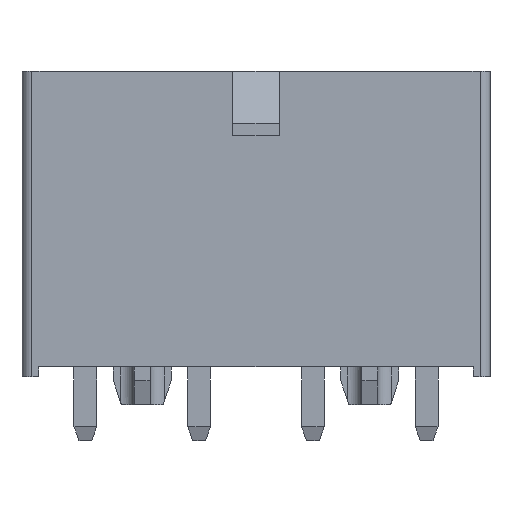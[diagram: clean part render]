
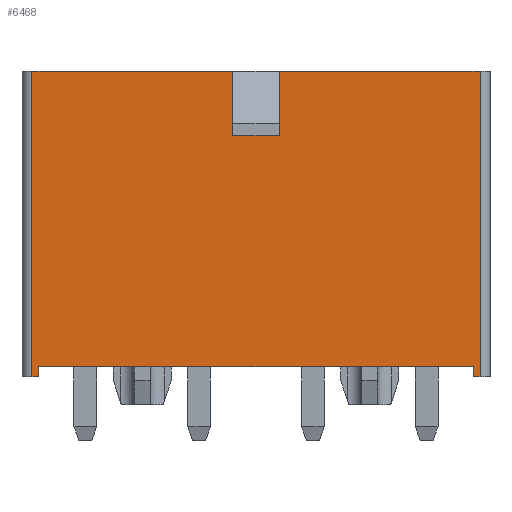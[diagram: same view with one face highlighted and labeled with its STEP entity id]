
A CAD part, front view. The second image highlights one B-rep face of the part: STEP entity #6468.
In plain terms, the highlighted face is planar.
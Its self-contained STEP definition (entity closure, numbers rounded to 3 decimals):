
#151=LINE('',#8548,#746);
#153=LINE('',#8552,#748);
#154=LINE('',#8554,#749);
#155=LINE('',#8556,#750);
#156=LINE('',#8558,#751);
#157=LINE('',#8560,#752);
#158=LINE('',#8562,#753);
#159=LINE('',#8564,#754);
#160=LINE('',#8566,#755);
#161=LINE('',#8568,#756);
#162=LINE('',#8570,#757);
#163=LINE('',#8572,#758);
#746=VECTOR('',#7262,1000.);
#748=VECTOR('',#7266,1000.);
#749=VECTOR('',#7267,1000.);
#750=VECTOR('',#7268,1000.);
#751=VECTOR('',#7269,1000.);
#752=VECTOR('',#7270,1000.);
#753=VECTOR('',#7271,1000.);
#754=VECTOR('',#7272,1000.);
#755=VECTOR('',#7273,1000.);
#756=VECTOR('',#7274,1000.);
#757=VECTOR('',#7275,1000.);
#758=VECTOR('',#7276,1000.);
#1438=ORIENTED_EDGE('',*,*,#2685,.F.);
#1439=ORIENTED_EDGE('',*,*,#2683,.T.);
#1440=ORIENTED_EDGE('',*,*,#2686,.T.);
#1441=ORIENTED_EDGE('',*,*,#2687,.T.);
#1442=ORIENTED_EDGE('',*,*,#2688,.F.);
#1443=ORIENTED_EDGE('',*,*,#2689,.F.);
#1444=ORIENTED_EDGE('',*,*,#2690,.F.);
#1445=ORIENTED_EDGE('',*,*,#2691,.T.);
#1446=ORIENTED_EDGE('',*,*,#2692,.F.);
#1447=ORIENTED_EDGE('',*,*,#2693,.F.);
#1448=ORIENTED_EDGE('',*,*,#2694,.T.);
#1449=ORIENTED_EDGE('',*,*,#2695,.F.);
#2683=EDGE_CURVE('',#3308,#3307,#151,.T.);
#2685=EDGE_CURVE('',#3308,#3309,#153,.T.);
#2686=EDGE_CURVE('',#3307,#3310,#154,.T.);
#2687=EDGE_CURVE('',#3310,#3311,#155,.T.);
#2688=EDGE_CURVE('',#3312,#3311,#156,.T.);
#2689=EDGE_CURVE('',#3313,#3312,#157,.T.);
#2690=EDGE_CURVE('',#3314,#3313,#158,.T.);
#2691=EDGE_CURVE('',#3314,#3315,#159,.T.);
#2692=EDGE_CURVE('',#3316,#3315,#160,.T.);
#2693=EDGE_CURVE('',#3317,#3316,#161,.T.);
#2694=EDGE_CURVE('',#3317,#3318,#162,.T.);
#2695=EDGE_CURVE('',#3309,#3318,#163,.T.);
#3307=VERTEX_POINT('',#8547);
#3308=VERTEX_POINT('',#8549);
#3309=VERTEX_POINT('',#8553);
#3310=VERTEX_POINT('',#8555);
#3311=VERTEX_POINT('',#8557);
#3312=VERTEX_POINT('',#8559);
#3313=VERTEX_POINT('',#8561);
#3314=VERTEX_POINT('',#8563);
#3315=VERTEX_POINT('',#8565);
#3316=VERTEX_POINT('',#8567);
#3317=VERTEX_POINT('',#8569);
#3318=VERTEX_POINT('',#8571);
#3724=EDGE_LOOP('',(#1438,#1439,#1440,#1441,#1442,#1443,#1444,#1445,#1446,
#1447,#1448,#1449));
#4015=FACE_BOUND('',#3724,.T.);
#4298=PLANE('',#6772);
#6468=ADVANCED_FACE('',(#4015),#4298,.F.);
#6772=AXIS2_PLACEMENT_3D('',#8551,#7264,#7265);
#7262=DIRECTION('',(0.,1.,0.));
#7264=DIRECTION('',(0.,0.,-1.));
#7265=DIRECTION('',(-1.,0.,0.));
#7266=DIRECTION('',(1.,0.,0.));
#7267=DIRECTION('',(-1.,0.,0.));
#7268=DIRECTION('',(0.,-1.,0.));
#7269=DIRECTION('',(-1.,0.,0.));
#7270=DIRECTION('',(0.,-1.,0.));
#7271=DIRECTION('',(-1.,0.,0.));
#7272=DIRECTION('',(0.,-1.,0.));
#7273=DIRECTION('',(-1.,0.,0.));
#7274=DIRECTION('',(0.,-1.,0.));
#7275=DIRECTION('',(-1.,0.,0.));
#7276=DIRECTION('',(0.,1.,0.));
#8547=CARTESIAN_POINT('',(-10.875,7.65,3.4));
#8548=CARTESIAN_POINT('',(-10.875,7.15,3.4));
#8549=CARTESIAN_POINT('',(-10.875,7.15,3.4));
#8551=CARTESIAN_POINT('',(11.725,7.65,3.4));
#8552=CARTESIAN_POINT('',(-10.875,7.15,3.4));
#8553=CARTESIAN_POINT('',(10.875,7.15,3.4));
#8554=CARTESIAN_POINT('',(11.725,7.65,3.4));
#8555=CARTESIAN_POINT('',(-11.225,7.65,3.4));
#8556=CARTESIAN_POINT('',(-11.225,7.65,3.4));
#8557=CARTESIAN_POINT('',(-11.225,-7.65,3.4));
#8558=CARTESIAN_POINT('',(11.725,-7.65,3.4));
#8559=CARTESIAN_POINT('',(-1.175,-7.65,3.4));
#8560=CARTESIAN_POINT('',(-1.175,-4.65,3.4));
#8561=CARTESIAN_POINT('',(-1.175,-4.65,3.4));
#8562=CARTESIAN_POINT('',(1.175,-4.65,3.4));
#8563=CARTESIAN_POINT('',(1.175,-4.65,3.4));
#8564=CARTESIAN_POINT('',(1.175,-4.65,3.4));
#8565=CARTESIAN_POINT('',(1.175,-7.65,3.4));
#8566=CARTESIAN_POINT('',(11.725,-7.65,3.4));
#8567=CARTESIAN_POINT('',(11.225,-7.65,3.4));
#8568=CARTESIAN_POINT('',(11.225,7.65,3.4));
#8569=CARTESIAN_POINT('',(11.225,7.65,3.4));
#8570=CARTESIAN_POINT('',(11.725,7.65,3.4));
#8571=CARTESIAN_POINT('',(10.875,7.65,3.4));
#8572=CARTESIAN_POINT('',(10.875,7.15,3.4));
